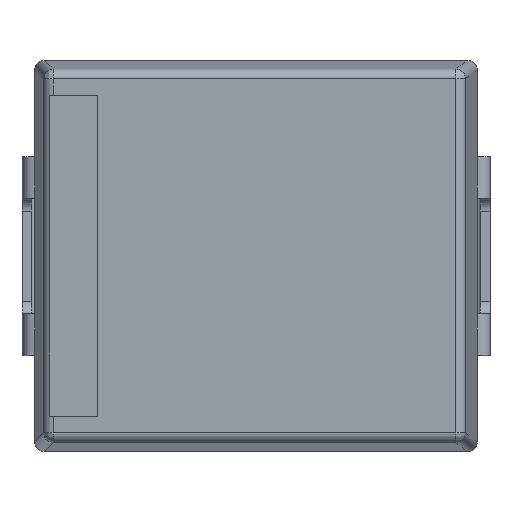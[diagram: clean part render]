
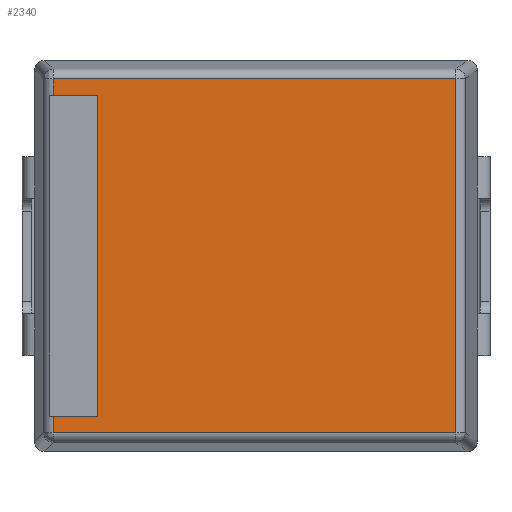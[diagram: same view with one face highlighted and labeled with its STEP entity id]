
A CAD part, top view. The second image highlights one B-rep face of the part: STEP entity #2340.
In plain terms, the highlighted planar face has unit normal (0, 0, 1).
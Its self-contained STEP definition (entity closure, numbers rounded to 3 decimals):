
#109 = LINE ( 'NONE', #1745, #753 ) ;
#126 = CARTESIAN_POINT ( 'NONE',  ( -3.3, -2.501, 3.45 ) ) ;
#151 = FACE_OUTER_BOUND ( 'NONE', #1726, .T. ) ;
#270 = VERTEX_POINT ( 'NONE', #742 ) ;
#283 = LINE ( 'NONE', #2925, #2366 ) ;
#361 = CARTESIAN_POINT ( 'NONE',  ( -2.47, 2.5, 3.45 ) ) ;
#382 = DIRECTION ( 'NONE',  ( 0., -1., 0. ) ) ;
#472 = VERTEX_POINT ( 'NONE', #2531 ) ;
#522 = ORIENTED_EDGE ( 'NONE', *, *, #668, .F. ) ;
#557 = ORIENTED_EDGE ( 'NONE', *, *, #1698, .F. ) ;
#581 = DIRECTION ( 'NONE',  ( 0., 0., -1. ) ) ;
#662 = VECTOR ( 'NONE', #3430, 1000. ) ;
#668 = EDGE_CURVE ( 'NONE', #1859, #1929, #283, .T. ) ;
#742 = CARTESIAN_POINT ( 'NONE',  ( -2.47, -2.501, 3.45 ) ) ;
#745 = VECTOR ( 'NONE', #1562, 1000. ) ;
#749 = CARTESIAN_POINT ( 'NONE',  ( -2.47, -3.05, 3.45 ) ) ;
#753 = VECTOR ( 'NONE', #382, 1000. ) ;
#764 = AXIS2_PLACEMENT_3D ( 'NONE', #2209, #581, #2474 ) ;
#885 = VECTOR ( 'NONE', #1592, 1000. ) ;
#908 = EDGE_CURVE ( 'NONE', #2753, #472, #2132, .T. ) ;
#952 = CARTESIAN_POINT ( 'NONE',  ( -3.162, -2.501, 3.45 ) ) ;
#1102 = PLANE ( 'NONE',  #764 ) ;
#1217 = CARTESIAN_POINT ( 'NONE',  ( -3.162, 2.5, 3.45 ) ) ;
#1245 = CARTESIAN_POINT ( 'NONE',  ( -3.162, -3.05, 3.45 ) ) ;
#1369 = ORIENTED_EDGE ( 'NONE', *, *, #2492, .F. ) ;
#1405 = ORIENTED_EDGE ( 'NONE', *, *, #2743, .F. ) ;
#1426 = CARTESIAN_POINT ( 'NONE',  ( -3.3, 2.5, 3.45 ) ) ;
#1438 = VERTEX_POINT ( 'NONE', #952 ) ;
#1446 = ORIENTED_EDGE ( 'NONE', *, *, #3458, .F. ) ;
#1562 = DIRECTION ( 'NONE',  ( 0., 1., 0. ) ) ;
#1592 = DIRECTION ( 'NONE',  ( 0., 1., 0. ) ) ;
#1698 = EDGE_CURVE ( 'NONE', #2500, #2753, #2661, .T. ) ;
#1712 = VECTOR ( 'NONE', #1755, 1000. ) ;
#1726 = EDGE_LOOP ( 'NONE', ( #2899, #1369, #2421, #522, #1405, #1792, #557, #1446 ) ) ;
#1745 = CARTESIAN_POINT ( 'NONE',  ( 3.116, -3.05, 3.45 ) ) ;
#1755 = DIRECTION ( 'NONE',  ( 1., 0., 0. ) ) ;
#1792 = ORIENTED_EDGE ( 'NONE', *, *, #908, .F. ) ;
#1813 = LINE ( 'NONE', #126, #1712 ) ;
#1851 = EDGE_CURVE ( 'NONE', #1929, #1438, #2979, .T. ) ;
#1859 = VERTEX_POINT ( 'NONE', #3483 ) ;
#1895 = CARTESIAN_POINT ( 'NONE',  ( -3.162, -2.762, 3.45 ) ) ;
#1929 = VERTEX_POINT ( 'NONE', #1895 ) ;
#2029 = CARTESIAN_POINT ( 'NONE',  ( -3.162, 2.762, 3.45 ) ) ;
#2132 = LINE ( 'NONE', #3217, #662 ) ;
#2209 = CARTESIAN_POINT ( 'NONE',  ( -3.3, -3.05, 3.45 ) ) ;
#2340 = ADVANCED_FACE ( 'NONE', ( #151 ), #1102, .F. ) ;
#2366 = VECTOR ( 'NONE', #3192, 1000. ) ;
#2421 = ORIENTED_EDGE ( 'NONE', *, *, #1851, .F. ) ;
#2432 = VERTEX_POINT ( 'NONE', #361 ) ;
#2474 = DIRECTION ( 'NONE',  ( -1., 0., 0. ) ) ;
#2492 = EDGE_CURVE ( 'NONE', #1438, #270, #1813, .T. ) ;
#2500 = VERTEX_POINT ( 'NONE', #1217 ) ;
#2524 = LINE ( 'NONE', #1426, #2917 ) ;
#2531 = CARTESIAN_POINT ( 'NONE',  ( 3.116, 2.762, 3.45 ) ) ;
#2661 = LINE ( 'NONE', #1245, #3277 ) ;
#2743 = EDGE_CURVE ( 'NONE', #472, #1859, #109, .T. ) ;
#2753 = VERTEX_POINT ( 'NONE', #2029 ) ;
#2899 = ORIENTED_EDGE ( 'NONE', *, *, #2971, .F. ) ;
#2915 = LINE ( 'NONE', #749, #745 ) ;
#2917 = VECTOR ( 'NONE', #3320, 1000. ) ;
#2925 = CARTESIAN_POINT ( 'NONE',  ( -3.3, -2.762, 3.45 ) ) ;
#2971 = EDGE_CURVE ( 'NONE', #270, #2432, #2915, .T. ) ;
#2979 = LINE ( 'NONE', #3215, #885 ) ;
#3192 = DIRECTION ( 'NONE',  ( -1., 0., 0. ) ) ;
#3215 = CARTESIAN_POINT ( 'NONE',  ( -3.162, -3.05, 3.45 ) ) ;
#3217 = CARTESIAN_POINT ( 'NONE',  ( -3.3, 2.762, 3.45 ) ) ;
#3277 = VECTOR ( 'NONE', #3426, 1000. ) ;
#3320 = DIRECTION ( 'NONE',  ( -1., 0., 0. ) ) ;
#3426 = DIRECTION ( 'NONE',  ( 0., 1., 0. ) ) ;
#3430 = DIRECTION ( 'NONE',  ( 1., 0., 0. ) ) ;
#3458 = EDGE_CURVE ( 'NONE', #2432, #2500, #2524, .T. ) ;
#3483 = CARTESIAN_POINT ( 'NONE',  ( 3.116, -2.762, 3.45 ) ) ;
